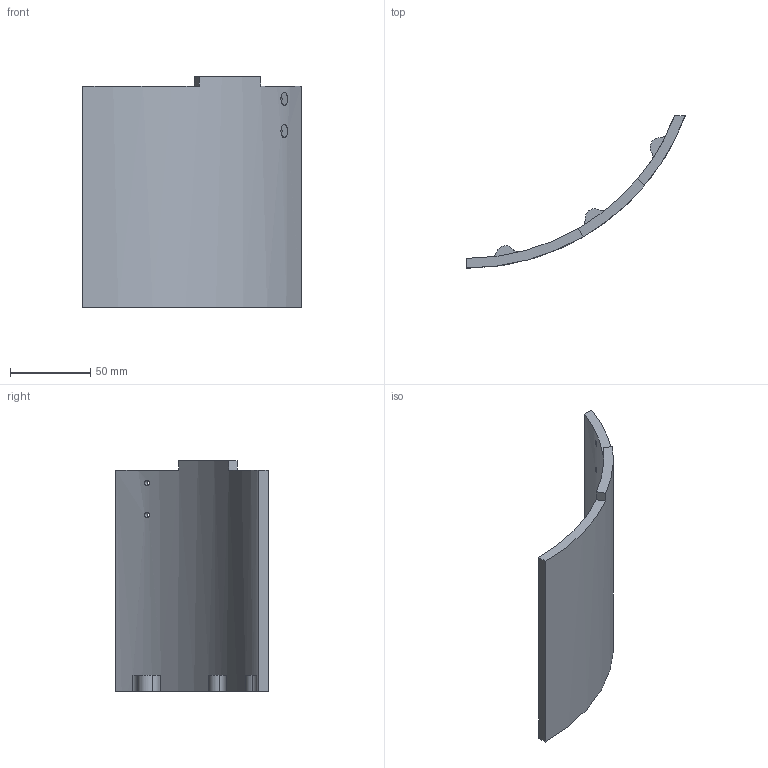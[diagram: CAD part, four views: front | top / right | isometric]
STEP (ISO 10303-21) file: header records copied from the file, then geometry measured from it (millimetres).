
FILE_DESCRIPTION(/* description */ (''),/* implementation_level */ '2;1');
FILE_NAME(/* name */ 'Кожух левый.stp',/* time_stamp */ '2025-02-10T20:44:59+03:00',/* author */ ('User'),/* organization */ (''),/* preprocessor_version */ 'ST-DEVELOPER v18.1',/* originating_system */ 'Autodesk Inventor 2022',/* authorisation */ '');
FILE_SCHEMA (('AUTOMOTIVE_DESIGN { 1 0 10303 214 3 1 1 }'));
Length unit declared in the file: millimetre
Products named in the file (1): Кожух левый
Bounding box: 136.11 x 95 x 144 mm (x, y, z)
Volume: 145461.4 mm3; surface area: 52794 mm2
Topology: 1 solids, 1 shells, 35 faces, 89 edges, 59 vertices
Faces by surface type: cylinder 16, plane 14, cone 5
Full cylindrical faces by diameter (mm): 3.4 x2, 3.9 x3
Entity records: 1252 total; most frequent: CARTESIAN_POINT 322, DIRECTION 196, ORIENTED_EDGE 178, EDGE_CURVE 89, AXIS2_PLACEMENT_3D 79, VERTEX_POINT 59, CIRCLE 43, EDGE_LOOP 42
